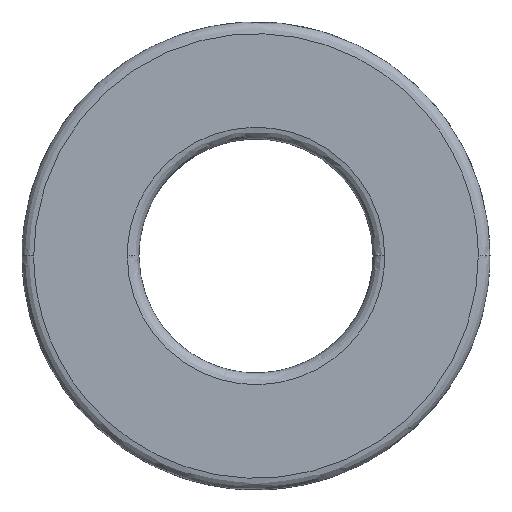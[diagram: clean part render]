
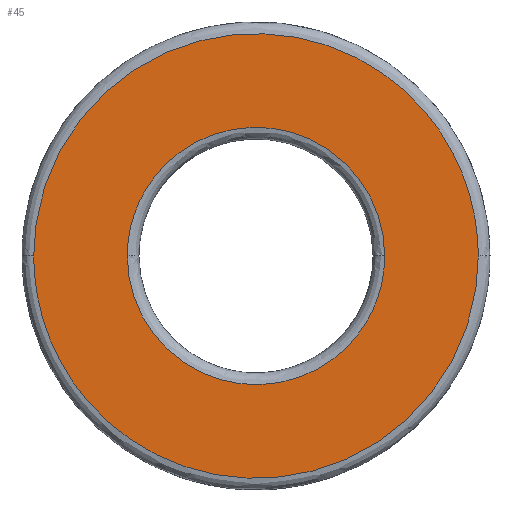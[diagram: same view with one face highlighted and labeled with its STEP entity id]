
A CAD part, top view. The second image highlights one B-rep face of the part: STEP entity #45.
In plain terms, the highlighted free-form (B-spline) face has degree [1, 1] with [2, 2] control points.
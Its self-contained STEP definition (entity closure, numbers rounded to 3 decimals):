
#4 = CARTESIAN_POINT ( 'NONE',  ( -19., 0., 0. ) ) ;
#45 = ADVANCED_FACE ( 'NONE', ( #290, #452 ), #110, .F. ) ;
#57 = CARTESIAN_POINT ( 'NONE',  ( 11., 22., 0. ) ) ;
#62 = CARTESIAN_POINT ( 'NONE',  ( -19., 38., 0. ) ) ;
#69 = CARTESIAN_POINT ( 'NONE',  ( -19., 0., 0. ) ) ;
#80 = CARTESIAN_POINT ( 'NONE',  ( -11., 0., 0. ) ) ;
#102 = CARTESIAN_POINT ( 'NONE',  ( 19., -38., 0. ) ) ;
#109 = CARTESIAN_POINT ( 'NONE',  ( -11., 22., 0. ) ) ;
#110 = B_SPLINE_SURFACE_WITH_KNOTS ( 'NONE', 1, 1, ( 
 ( #602, #142 ),
 ( #346, #548 ) ),
 .UNSPECIFIED., .F., .F., .F.,
 ( 2, 2 ),
 ( 2, 2 ),
 ( 0., 1. ),
 ( 0., 1. ),
 .UNSPECIFIED. ) ;
#114 = EDGE_CURVE ( 'NONE', #127, #427, #362, .T. ) ;
#115 = EDGE_LOOP ( 'NONE', ( #493, #384 ) ) ;
#127 = VERTEX_POINT ( 'NONE', #217 ) ;
#128 = CARTESIAN_POINT ( 'NONE',  ( -11., 0., 0. ) ) ;
#142 = CARTESIAN_POINT ( 'NONE',  ( -19.228, -19.228, 0. ) ) ;
#156 =( BOUNDED_CURVE ( )  B_SPLINE_CURVE ( 3, ( #128, #268, #563, #281 ),
 .UNSPECIFIED., .F., .T. ) 
 B_SPLINE_CURVE_WITH_KNOTS ( ( 4, 4 ),
 ( 3.142, 6.283 ),
 .UNSPECIFIED. ) 
 CURVE ( )  GEOMETRIC_REPRESENTATION_ITEM ( )  RATIONAL_B_SPLINE_CURVE ( ( 0.957, 0.319, 0.319, 0.957 ) ) 
 REPRESENTATION_ITEM ( '' )  );
#180 = ORIENTED_EDGE ( 'NONE', *, *, #562, .F. ) ;
#196 = CARTESIAN_POINT ( 'NONE',  ( -11., 0., 0. ) ) ;
#197 = CARTESIAN_POINT ( 'NONE',  ( 19., 0., 0. ) ) ;
#211 = ORIENTED_EDGE ( 'NONE', *, *, #114, .F. ) ;
#217 = CARTESIAN_POINT ( 'NONE',  ( -19., 0., 0. ) ) ;
#268 = CARTESIAN_POINT ( 'NONE',  ( -11., -22., 0. ) ) ;
#271 = CARTESIAN_POINT ( 'NONE',  ( 19., 0., 0. ) ) ;
#281 = CARTESIAN_POINT ( 'NONE',  ( 11., 0., 0. ) ) ;
#290 = FACE_BOUND ( 'NONE', #115, .T. ) ;
#317 = CARTESIAN_POINT ( 'NONE',  ( 11., 0., 0. ) ) ;
#335 = EDGE_LOOP ( 'NONE', ( #211, #180 ) ) ;
#346 = CARTESIAN_POINT ( 'NONE',  ( 19.228, 19.228, 0. ) ) ;
#362 =( BOUNDED_CURVE ( )  B_SPLINE_CURVE ( 3, ( #69, #62, #571, #271 ),
 .UNSPECIFIED., .F., .T. ) 
 B_SPLINE_CURVE_WITH_KNOTS ( ( 4, 4 ),
 ( 0., 3.142 ),
 .UNSPECIFIED. ) 
 CURVE ( )  GEOMETRIC_REPRESENTATION_ITEM ( )  RATIONAL_B_SPLINE_CURVE ( ( 0.957, 0.319, 0.319, 0.957 ) ) 
 REPRESENTATION_ITEM ( '' )  );
#384 = ORIENTED_EDGE ( 'NONE', *, *, #624, .F. ) ;
#397 = VERTEX_POINT ( 'NONE', #607 ) ;
#411 = CARTESIAN_POINT ( 'NONE',  ( 19., 0., 0. ) ) ;
#427 = VERTEX_POINT ( 'NONE', #197 ) ;
#452 = FACE_OUTER_BOUND ( 'NONE', #335, .T. ) ;
#493 = ORIENTED_EDGE ( 'NONE', *, *, #613, .F. ) ;
#546 =( BOUNDED_CURVE ( )  B_SPLINE_CURVE ( 3, ( #317, #57, #109, #80 ),
 .UNSPECIFIED., .F., .T. ) 
 B_SPLINE_CURVE_WITH_KNOTS ( ( 4, 4 ),
 ( 0., 3.142 ),
 .UNSPECIFIED. ) 
 CURVE ( )  GEOMETRIC_REPRESENTATION_ITEM ( )  RATIONAL_B_SPLINE_CURVE ( ( 0.957, 0.319, 0.319, 0.957 ) ) 
 REPRESENTATION_ITEM ( '' )  );
#548 = CARTESIAN_POINT ( 'NONE',  ( 19.228, -19.228, 0. ) ) ;
#562 = EDGE_CURVE ( 'NONE', #427, #127, #644, .T. ) ;
#563 = CARTESIAN_POINT ( 'NONE',  ( 11., -22., 0. ) ) ;
#571 = CARTESIAN_POINT ( 'NONE',  ( 19., 38., 0. ) ) ;
#597 = VERTEX_POINT ( 'NONE', #196 ) ;
#602 = CARTESIAN_POINT ( 'NONE',  ( -19.228, 19.228, 0. ) ) ;
#607 = CARTESIAN_POINT ( 'NONE',  ( 11., 0., 0. ) ) ;
#609 = CARTESIAN_POINT ( 'NONE',  ( -19., -38., 0. ) ) ;
#613 = EDGE_CURVE ( 'NONE', #597, #397, #156, .T. ) ;
#624 = EDGE_CURVE ( 'NONE', #397, #597, #546, .T. ) ;
#644 =( BOUNDED_CURVE ( )  B_SPLINE_CURVE ( 3, ( #411, #102, #609, #4 ),
 .UNSPECIFIED., .F., .T. ) 
 B_SPLINE_CURVE_WITH_KNOTS ( ( 4, 4 ),
 ( 0., 3.142 ),
 .UNSPECIFIED. ) 
 CURVE ( )  GEOMETRIC_REPRESENTATION_ITEM ( )  RATIONAL_B_SPLINE_CURVE ( ( 0.957, 0.319, 0.319, 0.957 ) ) 
 REPRESENTATION_ITEM ( '' )  );
